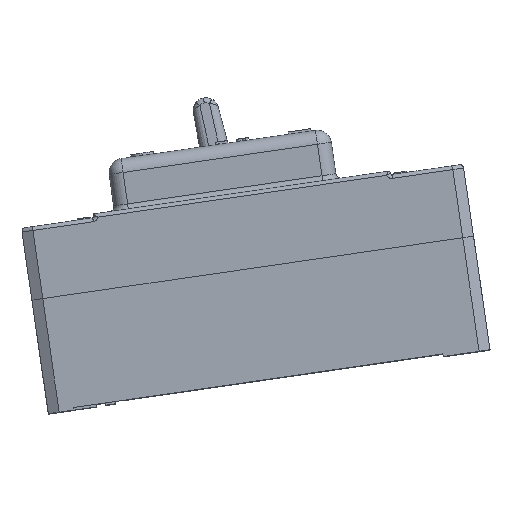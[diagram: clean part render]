
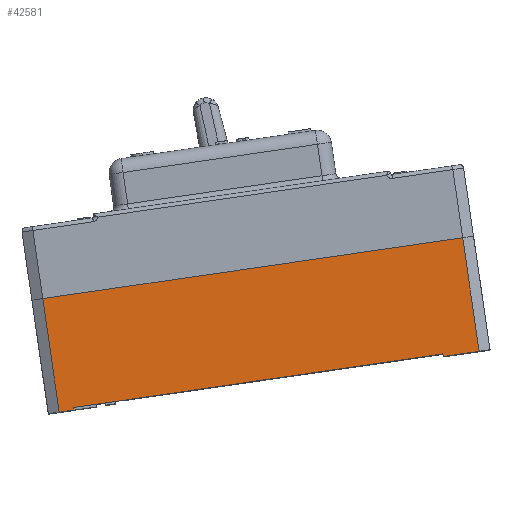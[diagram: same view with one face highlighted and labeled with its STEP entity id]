
A CAD part, top view. The second image highlights one B-rep face of the part: STEP entity #42581.
In plain terms, the highlighted planar face has unit normal (0, 0, 1).
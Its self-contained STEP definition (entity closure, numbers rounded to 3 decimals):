
#1339 = LINE ( 'NONE', #2638, #1346 ) ;
#1343 = LINE ( 'NONE', #2646, #1348 ) ;
#1346 = VECTOR ( 'NONE', #2658, 1000. ) ;
#1347 = LINE ( 'NONE', #2667, #1350 ) ;
#1348 = VECTOR ( 'NONE', #2663, 1000. ) ;
#1350 = VECTOR ( 'NONE', #2671, 1000. ) ;
#1395 = LINE ( 'NONE', #2794, #1398 ) ;
#1398 = VECTOR ( 'NONE', #2797, 1000. ) ;
#1409 = LINE ( 'NONE', #2813, #1432 ) ;
#1432 = VECTOR ( 'NONE', #2874, 1000. ) ;
#2638 = CARTESIAN_POINT ( 'NONE',  ( -127.612, 136.148, 76.164 ) ) ;
#2646 = CARTESIAN_POINT ( 'NONE',  ( -116.754, -8.502, 76.164 ) ) ;
#2658 = DIRECTION ( 'NONE',  ( 0.143, -0.99, 0. ) ) ;
#2663 = DIRECTION ( 'NONE',  ( 0.99, 0.143, 0. ) ) ;
#2667 = CARTESIAN_POINT ( 'NONE',  ( -100.546, -50.613, 76.164 ) ) ;
#2671 = DIRECTION ( 'NONE',  ( 0.99, 0.143, 0. ) ) ;
#2794 = CARTESIAN_POINT ( 'NONE',  ( -110.3, -53.037, 76.164 ) ) ;
#2797 = DIRECTION ( 'NONE',  ( 0.99, 0.143, 0. ) ) ;
#2813 = CARTESIAN_POINT ( 'NONE',  ( 17.374, 157.159, 76.164 ) ) ;
#2874 = DIRECTION ( 'NONE',  ( 0.143, -0.99, 0. ) ) ;
#8254 = AXIS2_PLACEMENT_3D ( 'NONE', #20140, #20142, #20144 ) ;
#15941 = FACE_OUTER_BOUND ( 'NONE', #61437, .T. ) ;
#20102 = PLANE ( 'NONE',  #8254 ) ;
#20140 = CARTESIAN_POINT ( 'NONE',  ( -110.3, -53.037, 76.164 ) ) ;
#20142 = DIRECTION ( 'NONE',  ( 0., 0., 1. ) ) ;
#20144 = DIRECTION ( 'NONE',  ( 0.99, 0.143, 0. ) ) ;
#25220 = CARTESIAN_POINT ( 'NONE',  ( 44.582, -30.591, 76.164 ) ) ;
#25230 = CARTESIAN_POINT ( 'NONE',  ( -106.044, -52.42, 76.164 ) ) ;
#25236 = CARTESIAN_POINT ( 'NONE',  ( -112.498, -7.885, 76.164 ) ) ;
#25246 = CARTESIAN_POINT ( 'NONE',  ( 58.636, -28.555, 76.164 ) ) ;
#25248 = CARTESIAN_POINT ( 'NONE',  ( 52.182, 15.98, 76.164 ) ) ;
#25335 = CARTESIAN_POINT ( 'NONE',  ( 44.439, -29.602, 76.164 ) ) ;
#25345 = CARTESIAN_POINT ( 'NONE',  ( -100.403, -51.602, 76.164 ) ) ;
#25347 = CARTESIAN_POINT ( 'NONE',  ( -100.546, -50.613, 76.164 ) ) ;
#42581 = ADVANCED_FACE ( 'NONE', ( #15941 ), #20102, .T. ) ;
#49600 = LINE ( 'NONE', #51296, #49602 ) ;
#49601 = LINE ( 'NONE', #51315, #49604 ) ;
#49602 = VECTOR ( 'NONE', #51298, 1000. ) ;
#49604 = VECTOR ( 'NONE', #51318, 1000. ) ;
#51296 = CARTESIAN_POINT ( 'NONE',  ( -106.044, -52.42, 76.164 ) ) ;
#51298 = DIRECTION ( 'NONE',  ( 0.143, -0.99, 0. ) ) ;
#51299 = VERTEX_POINT ( 'NONE', #25220 ) ;
#51315 = CARTESIAN_POINT ( 'NONE',  ( 58.636, -28.555, 76.164 ) ) ;
#51318 = DIRECTION ( 'NONE',  ( -0.143, 0.99, 0. ) ) ;
#51338 = VERTEX_POINT ( 'NONE', #25230 ) ;
#51346 = VERTEX_POINT ( 'NONE', #25236 ) ;
#51380 = VERTEX_POINT ( 'NONE', #25246 ) ;
#51387 = VERTEX_POINT ( 'NONE', #25248 ) ;
#51607 = ORIENTED_EDGE ( 'NONE', *, *, #58959, .T. ) ;
#51611 = ORIENTED_EDGE ( 'NONE', *, *, #59050, .T. ) ;
#51615 = VERTEX_POINT ( 'NONE', #25335 ) ;
#51617 = ORIENTED_EDGE ( 'NONE', *, *, #66496, .T. ) ;
#51622 = ORIENTED_EDGE ( 'NONE', *, *, #66418, .T. ) ;
#51626 = ORIENTED_EDGE ( 'NONE', *, *, #58957, .F. ) ;
#51632 = ORIENTED_EDGE ( 'NONE', *, *, #66417, .T. ) ;
#51637 = ORIENTED_EDGE ( 'NONE', *, *, #59014, .T. ) ;
#51642 = ORIENTED_EDGE ( 'NONE', *, *, #58956, .F. ) ;
#51652 = VERTEX_POINT ( 'NONE', #25345 ) ;
#51658 = VERTEX_POINT ( 'NONE', #25347 ) ;
#51664 = CARTESIAN_POINT ( 'NONE',  ( -110.3, -53.037, 76.164 ) ) ;
#51709 = DIRECTION ( 'NONE',  ( 0.99, 0.143, 0. ) ) ;
#52479 = LINE ( 'NONE', #51664, #52509 ) ;
#52509 = VECTOR ( 'NONE', #51709, 1000. ) ;
#58956 = EDGE_CURVE ( 'NONE', #51658, #51652, #1339, .T. ) ;
#58957 = EDGE_CURVE ( 'NONE', #51346, #51387, #1343, .T. ) ;
#58959 = EDGE_CURVE ( 'NONE', #51658, #51615, #1347, .T. ) ;
#59014 = EDGE_CURVE ( 'NONE', #51338, #51652, #1395, .T. ) ;
#59050 = EDGE_CURVE ( 'NONE', #51615, #51299, #1409, .T. ) ;
#61437 = EDGE_LOOP ( 'NONE', ( #51607, #51611, #51617, #51622, #51626, #51632, #51637, #51642 ) ) ;
#66417 = EDGE_CURVE ( 'NONE', #51346, #51338, #49600, .T. ) ;
#66418 = EDGE_CURVE ( 'NONE', #51380, #51387, #49601, .T. ) ;
#66496 = EDGE_CURVE ( 'NONE', #51299, #51380, #52479, .T. ) ;
